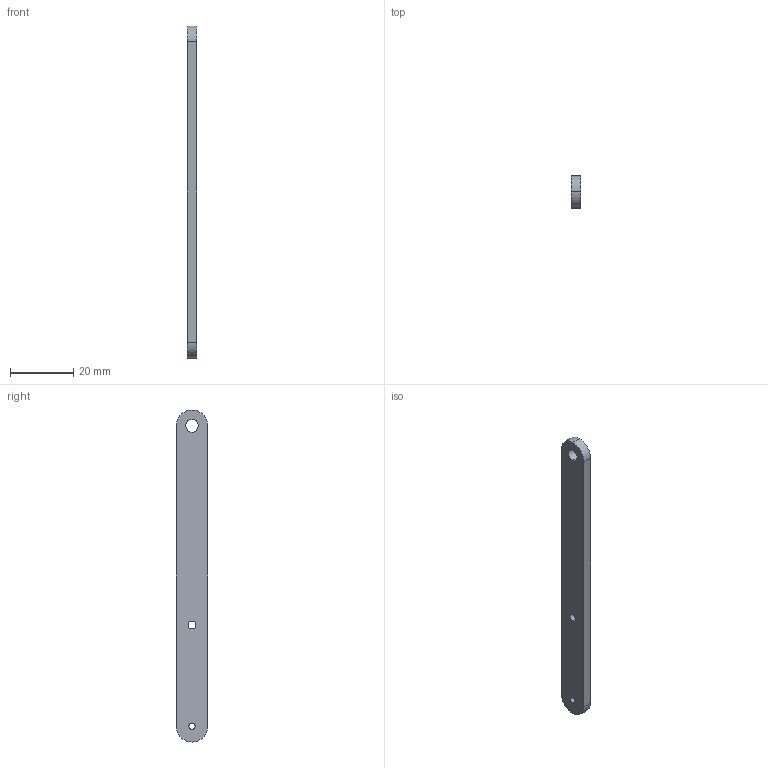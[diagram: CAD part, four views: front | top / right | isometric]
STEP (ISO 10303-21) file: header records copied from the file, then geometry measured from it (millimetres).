
FILE_DESCRIPTION (( 'STEP AP203' ), '1' );
FILE_NAME ('shock_arm_staal_v2_buiten.STEP', '2020-10-27T23:36:56', ( '' ), ( '' ), 'SwSTEP 2.0', 'SolidWorks 2019', '' );
FILE_SCHEMA (( 'CONFIG_CONTROL_DESIGN' ));
Length unit declared in the file: millimetre
Products named in the file (1): shock_arm_staal_v2_buiten
Bounding box: 3 x 10 x 105 mm (x, y, z)
Volume: 3023.8 mm3; surface area: 2760.2 mm2
Topology: 1 solids, 1 shells, 13 faces, 33 edges, 22 vertices
Faces by surface type: cylinder 9, plane 4
Entity records: 494 total; most frequent: DIRECTION 79, CARTESIAN_POINT 69, ORIENTED_EDGE 66, EDGE_CURVE 33, AXIS2_PLACEMENT_3D 32, VERTEX_POINT 22, EDGE_LOOP 19, CIRCLE 18
